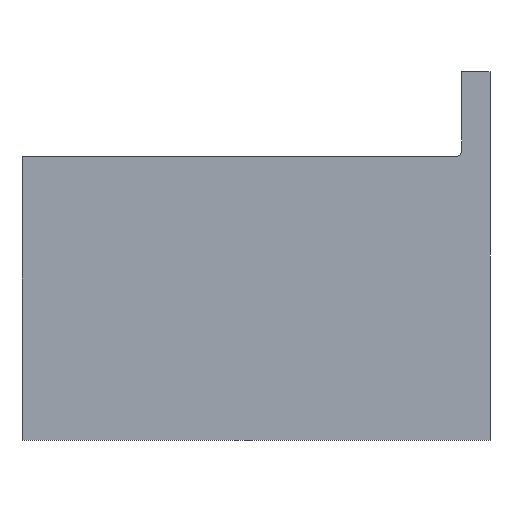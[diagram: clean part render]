
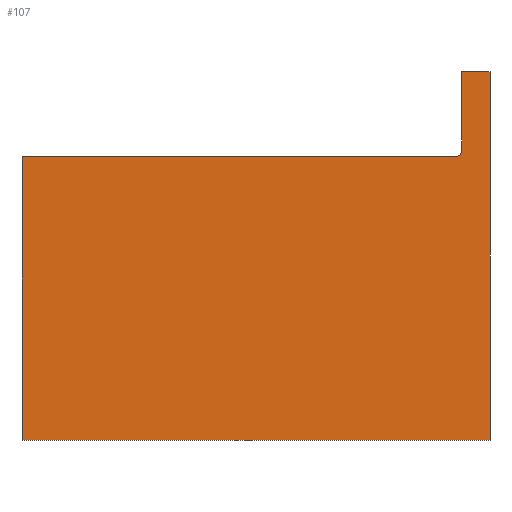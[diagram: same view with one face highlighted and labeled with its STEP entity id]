
A CAD part, front view. The second image highlights one B-rep face of the part: STEP entity #107.
In plain terms, the highlighted planar face has unit normal (0, -1, 0).
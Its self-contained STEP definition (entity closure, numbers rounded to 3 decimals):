
#27=CARTESIAN_POINT('',(185.,292.5,50.));
#28=DIRECTION('',(0.,-1.,0.));
#29=DIRECTION('',(0.,0.,-1.));
#30=AXIS2_PLACEMENT_3D('',#27,#28,#29);
#31=PLANE('',#30);
#32=CARTESIAN_POINT('',(247.5,292.5,0.));
#33=VERTEX_POINT('',#32);
#34=CARTESIAN_POINT('',(247.5,292.5,50.));
#35=VERTEX_POINT('',#34);
#36=CARTESIAN_POINT('',(247.5,292.5,0.));
#37=DIRECTION('',(0.,0.,1.));
#38=VECTOR('',#37,50.);
#39=LINE('',#36,#38);
#40=EDGE_CURVE('',#33,#35,#39,.T.);
#41=ORIENTED_EDGE('',*,*,#40,.F.);
#42=CARTESIAN_POINT('',(330.,292.5,0.));
#43=VERTEX_POINT('',#42);
#44=CARTESIAN_POINT('',(247.5,292.5,0.));
#45=DIRECTION('',(1.,0.,0.));
#46=VECTOR('',#45,82.5);
#47=LINE('',#44,#46);
#48=EDGE_CURVE('',#33,#43,#47,.T.);
#49=ORIENTED_EDGE('',*,*,#48,.T.);
#50=CARTESIAN_POINT('',(330.,292.5,65.));
#51=VERTEX_POINT('',#50);
#52=CARTESIAN_POINT('',(330.,292.5,0.));
#53=DIRECTION('',(0.,0.,1.));
#54=VECTOR('',#53,65.);
#55=LINE('',#52,#54);
#56=EDGE_CURVE('',#43,#51,#55,.T.);
#57=ORIENTED_EDGE('',*,*,#56,.T.);
#58=CARTESIAN_POINT('',(325.,292.5,65.));
#59=VERTEX_POINT('',#58);
#60=CARTESIAN_POINT('',(325.,292.5,65.));
#61=DIRECTION('',(1.,0.,0.));
#62=VECTOR('',#61,5.);
#63=LINE('',#60,#62);
#64=EDGE_CURVE('',#59,#51,#63,.T.);
#65=ORIENTED_EDGE('',*,*,#64,.F.);
#66=CARTESIAN_POINT('',(325.,292.5,51.));
#67=VERTEX_POINT('',#66);
#68=CARTESIAN_POINT('',(325.,292.5,51.));
#69=DIRECTION('',(0.,0.,1.));
#70=VECTOR('',#69,14.);
#71=LINE('',#68,#70);
#72=EDGE_CURVE('',#67,#59,#71,.T.);
#73=ORIENTED_EDGE('',*,*,#72,.F.);
#74=CARTESIAN_POINT('',(324.,292.5,50.));
#75=VERTEX_POINT('',#74);
#76=CARTESIAN_POINT('',(324.,292.5,51.));
#77=DIRECTION('',(-0.,1.,-0.));
#78=DIRECTION('',(1.,0.,0.));
#79=AXIS2_PLACEMENT_3D('',#76,#77,#78);
#80=CIRCLE('',#79,1.);
#81=EDGE_CURVE('',#67,#75,#80,.T.);
#82=ORIENTED_EDGE('',*,*,#81,.T.);
#83=CARTESIAN_POINT('',(315.,292.5,50.));
#84=VERTEX_POINT('',#83);
#85=CARTESIAN_POINT('',(315.,292.5,50.));
#86=DIRECTION('',(1.,0.,0.));
#87=VECTOR('',#86,9.);
#88=LINE('',#85,#87);
#89=EDGE_CURVE('',#84,#75,#88,.T.);
#90=ORIENTED_EDGE('',*,*,#89,.F.);
#91=CARTESIAN_POINT('',(260.,292.5,50.));
#92=VERTEX_POINT('',#91);
#93=CARTESIAN_POINT('',(315.,292.5,50.));
#94=DIRECTION('',(-1.,0.,0.));
#95=VECTOR('',#94,55.);
#96=LINE('',#93,#95);
#97=EDGE_CURVE('',#84,#92,#96,.T.);
#98=ORIENTED_EDGE('',*,*,#97,.T.);
#99=CARTESIAN_POINT('',(247.5,292.5,50.));
#100=DIRECTION('',(1.,-0.,-0.));
#101=VECTOR('',#100,12.5);
#102=LINE('',#99,#101);
#103=EDGE_CURVE('',#35,#92,#102,.T.);
#104=ORIENTED_EDGE('',*,*,#103,.F.);
#105=EDGE_LOOP('',(#41,#49,#57,#65,#73,#82,#90,#98,#104));
#106=FACE_BOUND('',#105,.T.);
#107=ADVANCED_FACE('',(#106),#31,.T.);
